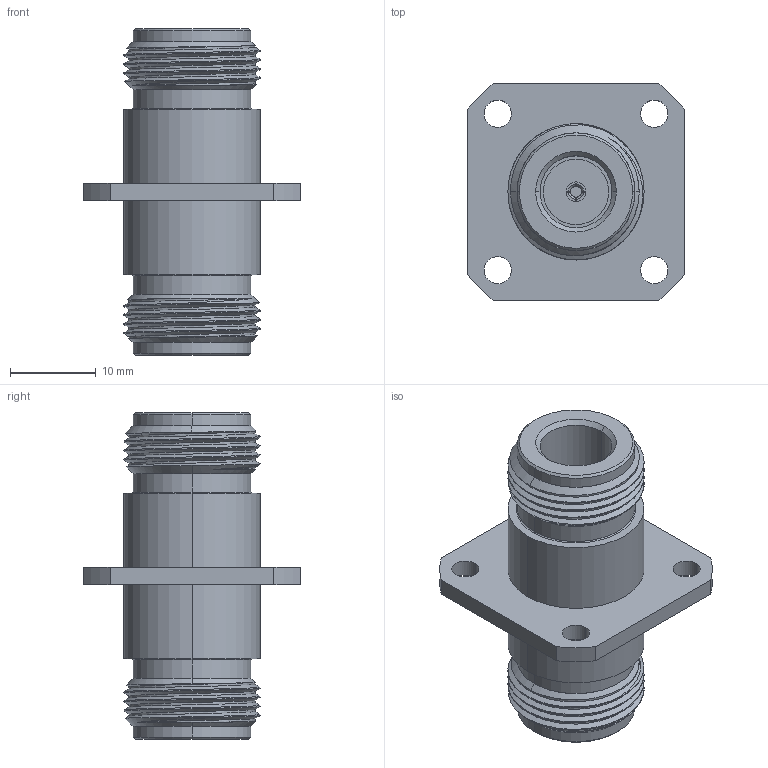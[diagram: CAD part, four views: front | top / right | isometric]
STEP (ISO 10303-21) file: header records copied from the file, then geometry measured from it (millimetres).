
FILE_DESCRIPTION (( 'STEP AP203' ), '1' );
FILE_NAME ('SM4037.step', '2019-10-08T16:39:00', ( '' ), ( '' ), 'SwSTEP 2.0', 'SolidWorks 2018', '' );
FILE_SCHEMA (( 'CONFIG_CONTROL_DESIGN' ));
Length unit declared in the file: inch
Products named in the file (1): SM4037
Bounding box: 25.4 x 25.4 x 38.1 mm (x, y, z)
Volume: 6667.3 mm3; surface area: 4124.7 mm2
Topology: 1 solids, 1 shells, 158 faces, 394 edges, 258 vertices
Faces by surface type: cylinder 80, plane 42, cone 26, bspline 6, torus 4
Entity records: 8683 total; most frequent: CARTESIAN_POINT 5027, ORIENTED_EDGE 788, DIRECTION 698, EDGE_CURVE 394, AXIS2_PLACEMENT_3D 287, VERTEX_POINT 258, EDGE_LOOP 186, FACE_OUTER_BOUND 158
